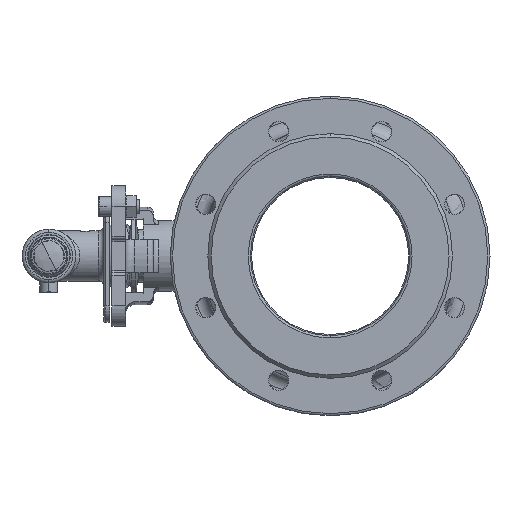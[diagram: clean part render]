
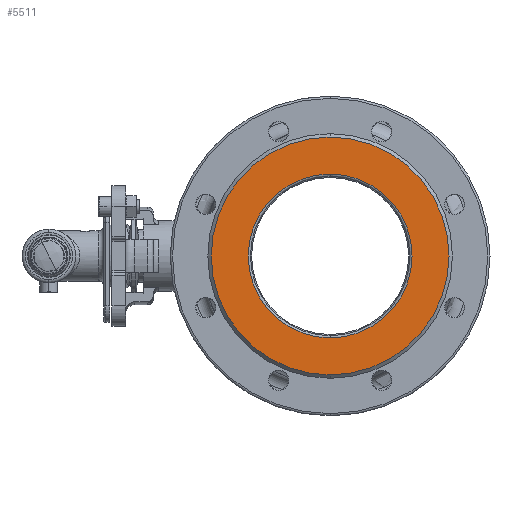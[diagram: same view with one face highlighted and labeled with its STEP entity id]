
A CAD part, left-side view. The second image highlights one B-rep face of the part: STEP entity #5511.
In plain terms, the highlighted planar face has unit normal (-1, 0, 0).
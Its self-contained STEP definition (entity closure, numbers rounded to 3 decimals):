
#375 = FACE_OUTER_BOUND ( 'NONE', #13064, .T. ) ;
#2946 = CARTESIAN_POINT ( 'NONE',  ( -112.5, 0., 73. ) ) ;
#3654 = CARTESIAN_POINT ( 'NONE',  ( -112.5, -106., 0. ) ) ;
#3953 = ORIENTED_EDGE ( 'NONE', *, *, #32315, .T. ) ;
#4072 = DIRECTION ( 'NONE',  ( 0., 0., -1. ) ) ;
#4269 = ORIENTED_EDGE ( 'NONE', *, *, #23107, .T. ) ;
#5306 = CARTESIAN_POINT ( 'NONE',  ( -112.5, 0., -106. ) ) ;
#5511 = ADVANCED_FACE ( 'NONE', ( #20421, #375 ), #53025, .F. ) ;
#8175 = DIRECTION ( 'NONE',  ( 1., 0., 0. ) ) ;
#10532 = DIRECTION ( 'NONE',  ( -1., 0., 0. ) ) ;
#13064 = EDGE_LOOP ( 'NONE', ( #3953, #4269 ) ) ;
#18001 = VERTEX_POINT ( 'NONE', #25523 ) ;
#18359 = DIRECTION ( 'NONE',  ( 0., 0., 1. ) ) ;
#18646 = VERTEX_POINT ( 'NONE', #2946 ) ;
#20421 = FACE_BOUND ( 'NONE', #33190, .T. ) ;
#21044 = EDGE_CURVE ( 'NONE', #18646, #59537, #46360, .T. ) ;
#23107 = EDGE_CURVE ( 'NONE', #18001, #42544, #37376, .T. ) ;
#23250 = ORIENTED_EDGE ( 'NONE', *, *, #21044, .F. ) ;
#25523 = CARTESIAN_POINT ( 'NONE',  ( -112.5, 0., 106. ) ) ;
#27020 = AXIS2_PLACEMENT_3D ( 'NONE', #49715, #59858, #45386 ) ;
#30605 = CARTESIAN_POINT ( 'NONE',  ( -112.5, 0., -73. ) ) ;
#30954 = DIRECTION ( 'NONE',  ( -1., 0., 0. ) ) ;
#31165 = CARTESIAN_POINT ( 'NONE',  ( -112.5, 0., 0. ) ) ;
#32095 = AXIS2_PLACEMENT_3D ( 'NONE', #3654, #8175, #4072 ) ;
#32315 = EDGE_CURVE ( 'NONE', #42544, #18001, #60657, .T. ) ;
#33190 = EDGE_LOOP ( 'NONE', ( #23250, #61249 ) ) ;
#35531 = EDGE_CURVE ( 'NONE', #59537, #18646, #40812, .T. ) ;
#36502 = DIRECTION ( 'NONE',  ( 0., 0., 1. ) ) ;
#37376 = CIRCLE ( 'NONE', #52113, 106. ) ;
#40056 = CARTESIAN_POINT ( 'NONE',  ( -112.5, 0., 0. ) ) ;
#40812 = CIRCLE ( 'NONE', #27020, 73. ) ;
#42273 = DIRECTION ( 'NONE',  ( -1., 0., 0. ) ) ;
#42544 = VERTEX_POINT ( 'NONE', #5306 ) ;
#44987 = DIRECTION ( 'NONE',  ( 0., 0., 1. ) ) ;
#45386 = DIRECTION ( 'NONE',  ( 0., 0., 1. ) ) ;
#46360 = CIRCLE ( 'NONE', #56183, 73. ) ;
#49715 = CARTESIAN_POINT ( 'NONE',  ( -112.5, 0., 0. ) ) ;
#52113 = AXIS2_PLACEMENT_3D ( 'NONE', #40056, #10532, #44987 ) ;
#52840 = CARTESIAN_POINT ( 'NONE',  ( -112.5, 0., 0. ) ) ;
#53025 = PLANE ( 'NONE',  #32095 ) ;
#53404 = AXIS2_PLACEMENT_3D ( 'NONE', #31165, #30954, #36502 ) ;
#56183 = AXIS2_PLACEMENT_3D ( 'NONE', #52840, #42273, #18359 ) ;
#59537 = VERTEX_POINT ( 'NONE', #30605 ) ;
#59858 = DIRECTION ( 'NONE',  ( -1., 0., 0. ) ) ;
#60657 = CIRCLE ( 'NONE', #53404, 106. ) ;
#61249 = ORIENTED_EDGE ( 'NONE', *, *, #35531, .F. ) ;
